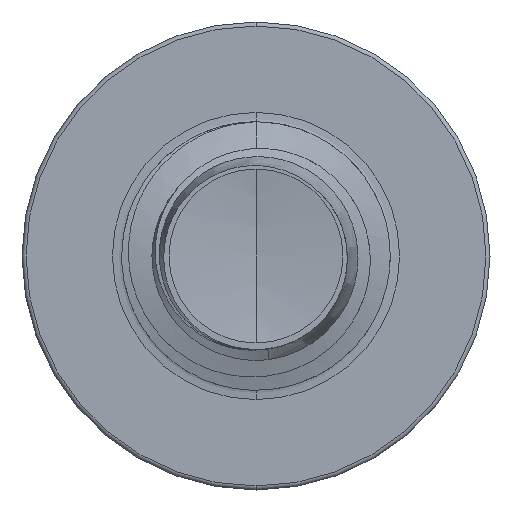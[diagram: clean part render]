
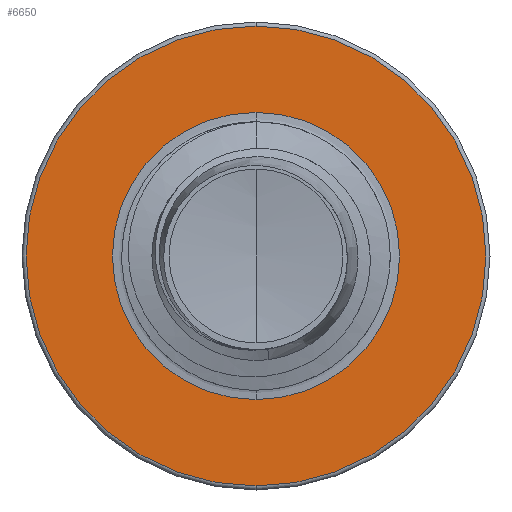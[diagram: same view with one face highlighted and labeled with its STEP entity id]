
A CAD part, front view. The second image highlights one B-rep face of the part: STEP entity #6650.
In plain terms, the highlighted planar face has unit normal (0, -1, 0).
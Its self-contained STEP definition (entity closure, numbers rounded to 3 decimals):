
#31 = EDGE_CURVE ( 'NONE', #7214, #10901, #2532, .T. ) ;
#1235 = CIRCLE ( 'NONE', #6776, 2.998 ) ;
#1355 = EDGE_LOOP ( 'NONE', ( #10330, #2133 ) ) ;
#1596 = ORIENTED_EDGE ( 'NONE', *, *, #11200, .T. ) ;
#1732 = CARTESIAN_POINT ( 'NONE',  ( 0., 4., -1.872 ) ) ;
#1892 = DIRECTION ( 'NONE',  ( 0., 0., 1. ) ) ;
#2040 = DIRECTION ( 'NONE',  ( 0., 1., 0. ) ) ;
#2088 = CARTESIAN_POINT ( 'NONE',  ( 0., 4., 0. ) ) ;
#2113 = FACE_OUTER_BOUND ( 'NONE', #1355, .T. ) ;
#2133 = ORIENTED_EDGE ( 'NONE', *, *, #12127, .F. ) ;
#2373 = CARTESIAN_POINT ( 'NONE',  ( 0., 4., 0. ) ) ;
#2532 = CIRCLE ( 'NONE', #6597, 1.872 ) ;
#2569 = EDGE_CURVE ( 'NONE', #4521, #4477, #1235, .T. ) ;
#3579 = DIRECTION ( 'NONE',  ( 0., 0., 1. ) ) ;
#4399 = DIRECTION ( 'NONE',  ( 0., 1., 0. ) ) ;
#4406 = AXIS2_PLACEMENT_3D ( 'NONE', #10772, #10753, #10741 ) ;
#4454 = CARTESIAN_POINT ( 'NONE',  ( 0., 4., 0. ) ) ;
#4477 = VERTEX_POINT ( 'NONE', #11239 ) ;
#4521 = VERTEX_POINT ( 'NONE', #11217 ) ;
#5046 = DIRECTION ( 'NONE',  ( 0., 0., 1. ) ) ;
#5690 = ORIENTED_EDGE ( 'NONE', *, *, #31, .T. ) ;
#6597 = AXIS2_PLACEMENT_3D ( 'NONE', #4454, #6757, #5046 ) ;
#6650 = ADVANCED_FACE ( 'NONE', ( #2113, #7486 ), #10801, .F. ) ;
#6757 = DIRECTION ( 'NONE',  ( 0., 1., 0. ) ) ;
#6776 = AXIS2_PLACEMENT_3D ( 'NONE', #2088, #2040, #1892 ) ;
#6835 = AXIS2_PLACEMENT_3D ( 'NONE', #10276, #4399, #11145 ) ;
#7214 = VERTEX_POINT ( 'NONE', #11760 ) ;
#7302 = CIRCLE ( 'NONE', #6835, 1.872 ) ;
#7486 = FACE_BOUND ( 'NONE', #11354, .T. ) ;
#9630 = DIRECTION ( 'NONE',  ( 0., 1., 0. ) ) ;
#10276 = CARTESIAN_POINT ( 'NONE',  ( 0., 4., 0. ) ) ;
#10330 = ORIENTED_EDGE ( 'NONE', *, *, #2569, .F. ) ;
#10741 = DIRECTION ( 'NONE',  ( 0., 0., 1. ) ) ;
#10753 = DIRECTION ( 'NONE',  ( 0., 1., 0. ) ) ;
#10772 = CARTESIAN_POINT ( 'NONE',  ( 0., 4., -1.872 ) ) ;
#10801 = PLANE ( 'NONE',  #4406 ) ;
#10901 = VERTEX_POINT ( 'NONE', #1732 ) ;
#11145 = DIRECTION ( 'NONE',  ( 0., 0., 1. ) ) ;
#11200 = EDGE_CURVE ( 'NONE', #10901, #7214, #7302, .T. ) ;
#11217 = CARTESIAN_POINT ( 'NONE',  ( 0., 4., 2.998 ) ) ;
#11239 = CARTESIAN_POINT ( 'NONE',  ( 0., 4., -2.997 ) ) ;
#11354 = EDGE_LOOP ( 'NONE', ( #5690, #1596 ) ) ;
#11736 = AXIS2_PLACEMENT_3D ( 'NONE', #2373, #9630, #3579 ) ;
#11760 = CARTESIAN_POINT ( 'NONE',  ( 0., 4., 1.872 ) ) ;
#12127 = EDGE_CURVE ( 'NONE', #4477, #4521, #12247, .T. ) ;
#12247 = CIRCLE ( 'NONE', #11736, 2.998 ) ;
